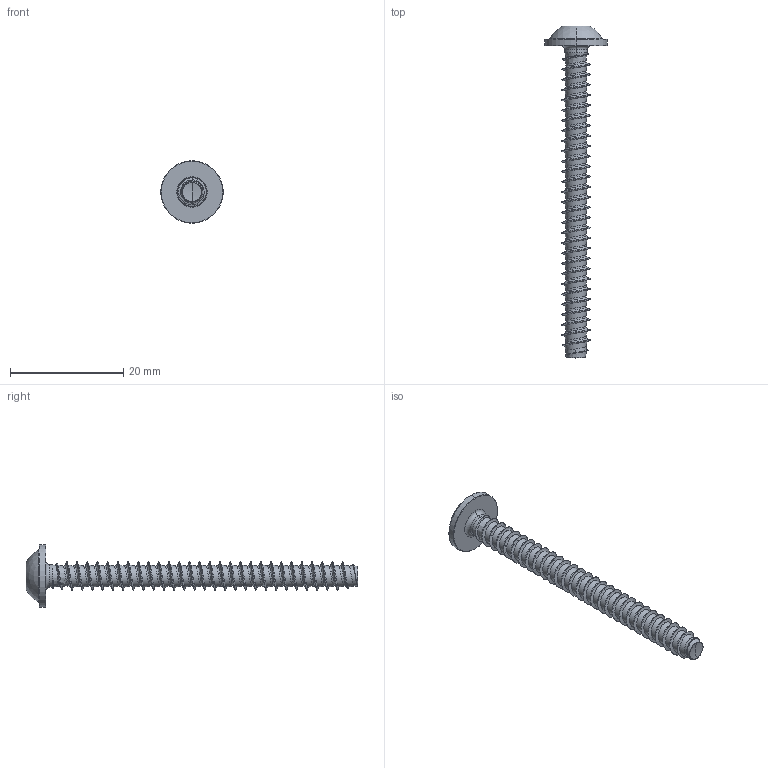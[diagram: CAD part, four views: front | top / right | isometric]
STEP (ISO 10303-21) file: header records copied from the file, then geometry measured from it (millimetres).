
FILE_DESCRIPTION (( 'STEP AP203' ), '1' );
FILE_NAME ('STP380500550.STEP', '2017-08-15T18:05:28', ( '' ), ( '' ), 'SwSTEP 2.0', 'SolidWorks 2015', '' );
FILE_SCHEMA (( 'CONFIG_CONTROL_DESIGN' ));
Products named in the file (1): STP380500550
Bounding box: 11 x 58.5 x 11 mm (x, y, z)
Volume: 828.7 mm3; surface area: 1300.4 mm2
Topology: 1 solids, 1 shells, 146 faces, 382 edges, 239 vertices
Faces by surface type: cylinder 85, bspline 35, cone 11, torus 8, sphere 4, plane 3
Entity records: 39962 total; most frequent: CARTESIAN_POINT 36877, ORIENTED_EDGE 760, DIRECTION 460, EDGE_CURVE 380, VERTEX_POINT 239, AXIS2_PLACEMENT_3D 180, B_SPLINE_CURVE_WITH_KNOTS 152, EDGE_LOOP 149
